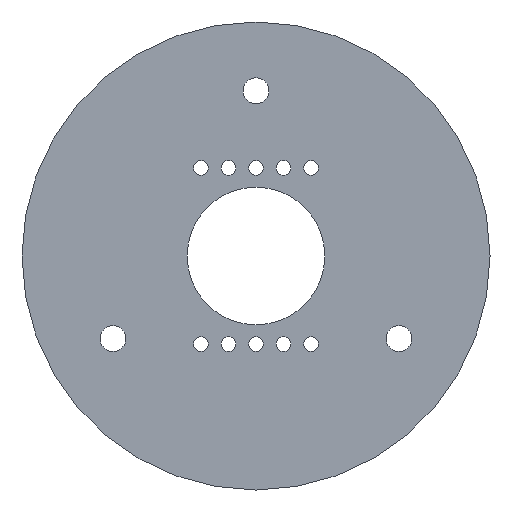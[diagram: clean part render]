
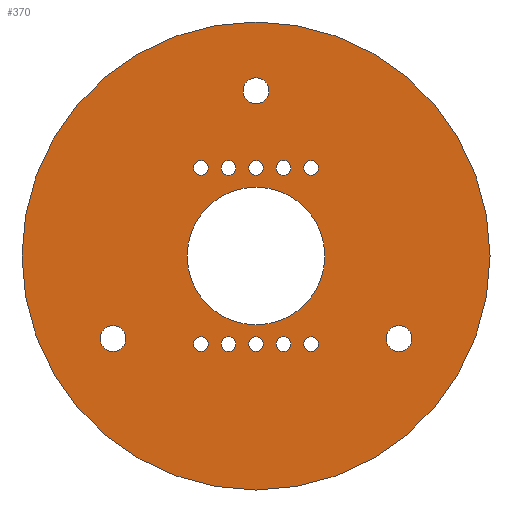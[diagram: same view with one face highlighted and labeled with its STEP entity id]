
A CAD part, front view. The second image highlights one B-rep face of the part: STEP entity #370.
In plain terms, the highlighted planar face has unit normal (0, -1, 0).
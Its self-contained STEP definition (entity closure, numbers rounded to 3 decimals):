
#63=FACE_BOUND('',#112,.T.);
#64=FACE_BOUND('',#113,.T.);
#65=FACE_BOUND('',#114,.T.);
#66=FACE_BOUND('',#115,.T.);
#67=FACE_BOUND('',#116,.T.);
#68=FACE_BOUND('',#117,.T.);
#69=FACE_BOUND('',#118,.T.);
#70=FACE_BOUND('',#119,.T.);
#71=FACE_BOUND('',#120,.T.);
#72=FACE_BOUND('',#121,.T.);
#73=FACE_BOUND('',#122,.T.);
#74=FACE_BOUND('',#123,.T.);
#75=FACE_BOUND('',#124,.T.);
#76=FACE_BOUND('',#125,.T.);
#92=FACE_OUTER_BOUND('',#111,.T.);
#111=EDGE_LOOP('',(#271));
#112=EDGE_LOOP('',(#272));
#113=EDGE_LOOP('',(#273));
#114=EDGE_LOOP('',(#274));
#115=EDGE_LOOP('',(#275));
#116=EDGE_LOOP('',(#276));
#117=EDGE_LOOP('',(#277));
#118=EDGE_LOOP('',(#278));
#119=EDGE_LOOP('',(#279));
#120=EDGE_LOOP('',(#280));
#121=EDGE_LOOP('',(#281));
#122=EDGE_LOOP('',(#282));
#123=EDGE_LOOP('',(#283));
#124=EDGE_LOOP('',(#284));
#125=EDGE_LOOP('',(#285));
#159=CIRCLE('',#392,42.5);
#160=CIRCLE('',#393,12.5);
#161=CIRCLE('',#394,1.35);
#162=CIRCLE('',#395,1.35);
#163=CIRCLE('',#396,1.35);
#164=CIRCLE('',#397,2.35);
#165=CIRCLE('',#398,1.35);
#166=CIRCLE('',#399,1.35);
#167=CIRCLE('',#400,1.35);
#168=CIRCLE('',#401,1.35);
#169=CIRCLE('',#402,1.35);
#170=CIRCLE('',#403,2.35);
#171=CIRCLE('',#404,1.35);
#172=CIRCLE('',#405,1.35);
#173=CIRCLE('',#406,2.35);
#191=VERTEX_POINT('',#564);
#192=VERTEX_POINT('',#566);
#193=VERTEX_POINT('',#568);
#194=VERTEX_POINT('',#570);
#195=VERTEX_POINT('',#572);
#196=VERTEX_POINT('',#574);
#197=VERTEX_POINT('',#576);
#198=VERTEX_POINT('',#578);
#199=VERTEX_POINT('',#580);
#200=VERTEX_POINT('',#582);
#201=VERTEX_POINT('',#584);
#202=VERTEX_POINT('',#586);
#203=VERTEX_POINT('',#588);
#204=VERTEX_POINT('',#590);
#205=VERTEX_POINT('',#592);
#223=EDGE_CURVE('',#191,#191,#159,.T.);
#224=EDGE_CURVE('',#192,#192,#160,.T.);
#225=EDGE_CURVE('',#193,#193,#161,.T.);
#226=EDGE_CURVE('',#194,#194,#162,.T.);
#227=EDGE_CURVE('',#195,#195,#163,.T.);
#228=EDGE_CURVE('',#196,#196,#164,.T.);
#229=EDGE_CURVE('',#197,#197,#165,.T.);
#230=EDGE_CURVE('',#198,#198,#166,.T.);
#231=EDGE_CURVE('',#199,#199,#167,.T.);
#232=EDGE_CURVE('',#200,#200,#168,.T.);
#233=EDGE_CURVE('',#201,#201,#169,.T.);
#234=EDGE_CURVE('',#202,#202,#170,.T.);
#235=EDGE_CURVE('',#203,#203,#171,.T.);
#236=EDGE_CURVE('',#204,#204,#172,.T.);
#237=EDGE_CURVE('',#205,#205,#173,.T.);
#271=ORIENTED_EDGE('',*,*,#223,.T.);
#272=ORIENTED_EDGE('',*,*,#224,.T.);
#273=ORIENTED_EDGE('',*,*,#225,.T.);
#274=ORIENTED_EDGE('',*,*,#226,.T.);
#275=ORIENTED_EDGE('',*,*,#227,.T.);
#276=ORIENTED_EDGE('',*,*,#228,.T.);
#277=ORIENTED_EDGE('',*,*,#229,.T.);
#278=ORIENTED_EDGE('',*,*,#230,.T.);
#279=ORIENTED_EDGE('',*,*,#231,.T.);
#280=ORIENTED_EDGE('',*,*,#232,.T.);
#281=ORIENTED_EDGE('',*,*,#233,.T.);
#282=ORIENTED_EDGE('',*,*,#234,.T.);
#283=ORIENTED_EDGE('',*,*,#235,.T.);
#284=ORIENTED_EDGE('',*,*,#236,.T.);
#285=ORIENTED_EDGE('',*,*,#237,.T.);
#367=PLANE('',#391);
#370=ADVANCED_FACE('',(#92,#63,#64,#65,#66,#67,#68,#69,#70,#71,#72,#73,
#74,#75,#76),#367,.T.);
#391=AXIS2_PLACEMENT_3D('',#563,#444,#445);
#392=AXIS2_PLACEMENT_3D('',#565,#446,#447);
#393=AXIS2_PLACEMENT_3D('',#567,#448,#449);
#394=AXIS2_PLACEMENT_3D('',#569,#450,#451);
#395=AXIS2_PLACEMENT_3D('',#571,#452,#453);
#396=AXIS2_PLACEMENT_3D('',#573,#454,#455);
#397=AXIS2_PLACEMENT_3D('',#575,#456,#457);
#398=AXIS2_PLACEMENT_3D('',#577,#458,#459);
#399=AXIS2_PLACEMENT_3D('',#579,#460,#461);
#400=AXIS2_PLACEMENT_3D('',#581,#462,#463);
#401=AXIS2_PLACEMENT_3D('',#583,#464,#465);
#402=AXIS2_PLACEMENT_3D('',#585,#466,#467);
#403=AXIS2_PLACEMENT_3D('',#587,#468,#469);
#404=AXIS2_PLACEMENT_3D('',#589,#470,#471);
#405=AXIS2_PLACEMENT_3D('',#591,#472,#473);
#406=AXIS2_PLACEMENT_3D('',#593,#474,#475);
#444=DIRECTION('center_axis',(0.,-1.,0.));
#445=DIRECTION('ref_axis',(1.,0.,0.));
#446=DIRECTION('center_axis',(0.,-1.,0.));
#447=DIRECTION('ref_axis',(1.,0.,0.));
#448=DIRECTION('center_axis',(0.,1.,0.));
#449=DIRECTION('ref_axis',(1.,0.,0.));
#450=DIRECTION('center_axis',(0.,1.,0.));
#451=DIRECTION('ref_axis',(1.,0.,0.));
#452=DIRECTION('center_axis',(0.,1.,0.));
#453=DIRECTION('ref_axis',(1.,0.,0.));
#454=DIRECTION('center_axis',(0.,1.,0.));
#455=DIRECTION('ref_axis',(1.,0.,0.));
#456=DIRECTION('center_axis',(0.,1.,0.));
#457=DIRECTION('ref_axis',(1.,0.,0.));
#458=DIRECTION('center_axis',(0.,1.,0.));
#459=DIRECTION('ref_axis',(1.,0.,0.));
#460=DIRECTION('center_axis',(0.,1.,0.));
#461=DIRECTION('ref_axis',(1.,0.,0.));
#462=DIRECTION('center_axis',(0.,1.,0.));
#463=DIRECTION('ref_axis',(1.,0.,0.));
#464=DIRECTION('center_axis',(0.,1.,0.));
#465=DIRECTION('ref_axis',(1.,0.,0.));
#466=DIRECTION('center_axis',(0.,1.,0.));
#467=DIRECTION('ref_axis',(1.,0.,0.));
#468=DIRECTION('center_axis',(0.,1.,0.));
#469=DIRECTION('ref_axis',(1.,0.,0.));
#470=DIRECTION('center_axis',(0.,1.,0.));
#471=DIRECTION('ref_axis',(1.,0.,0.));
#472=DIRECTION('center_axis',(0.,1.,0.));
#473=DIRECTION('ref_axis',(1.,0.,0.));
#474=DIRECTION('center_axis',(0.,1.,0.));
#475=DIRECTION('ref_axis',(1.,0.,0.));
#563=CARTESIAN_POINT('Origin',(0.,-5.,0.));
#564=CARTESIAN_POINT('',(-42.5,-5.,0.));
#565=CARTESIAN_POINT('Origin',(0.,-5.,0.));
#566=CARTESIAN_POINT('',(-12.5,-5.,0.));
#567=CARTESIAN_POINT('Origin',(0.,-5.,0.));
#568=CARTESIAN_POINT('',(-11.35,-5.,16.));
#569=CARTESIAN_POINT('Origin',(-10.,-5.,16.));
#570=CARTESIAN_POINT('',(-6.35,-5.,16.));
#571=CARTESIAN_POINT('Origin',(-5.,-5.,16.));
#572=CARTESIAN_POINT('',(8.65,-5.,16.));
#573=CARTESIAN_POINT('Origin',(10.,-5.,16.));
#574=CARTESIAN_POINT('',(-28.331,-5.,-15.));
#575=CARTESIAN_POINT('Origin',(-25.981,-5.,-15.));
#576=CARTESIAN_POINT('',(-11.35,-5.,-16.));
#577=CARTESIAN_POINT('Origin',(-10.,-5.,-16.));
#578=CARTESIAN_POINT('',(3.65,-5.,-16.));
#579=CARTESIAN_POINT('Origin',(5.,-5.,-16.));
#580=CARTESIAN_POINT('',(8.65,-5.,-16.));
#581=CARTESIAN_POINT('Origin',(10.,-5.,-16.));
#582=CARTESIAN_POINT('',(-1.35,-5.,16.));
#583=CARTESIAN_POINT('Origin',(0.,-5.,16.));
#584=CARTESIAN_POINT('',(-1.35,-5.,-16.));
#585=CARTESIAN_POINT('Origin',(0.,-5.,-16.));
#586=CARTESIAN_POINT('',(23.631,-5.,-15.));
#587=CARTESIAN_POINT('Origin',(25.981,-5.,-15.));
#588=CARTESIAN_POINT('',(3.65,-5.,16.));
#589=CARTESIAN_POINT('Origin',(5.,-5.,16.));
#590=CARTESIAN_POINT('',(-6.35,-5.,-16.));
#591=CARTESIAN_POINT('Origin',(-5.,-5.,-16.));
#592=CARTESIAN_POINT('',(-2.35,-5.,30.));
#593=CARTESIAN_POINT('Origin',(0.,-5.,30.));
